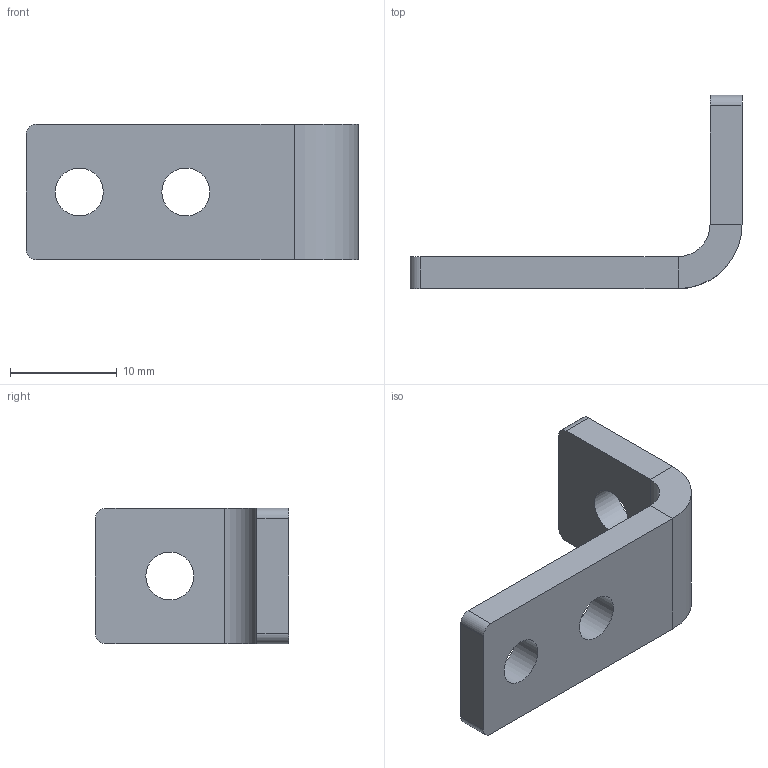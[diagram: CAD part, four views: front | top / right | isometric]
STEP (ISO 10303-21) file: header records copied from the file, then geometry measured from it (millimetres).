
FILE_DESCRIPTION(/* description */ (''),/* implementation_level */ '2;1');
FILE_NAME(/* name */ 'Part19_01.10.stp',/* time_stamp */ '2024-10-01T20:19:57+00:00',/* author */ ('Birgir Snæland'),/* organization */ (''),/* preprocessor_version */ 'ST-DEVELOPER v17',/* originating_system */ 'Autodesk Inventor 2019',/* authorisation */ '');
FILE_SCHEMA (('AUTOMOTIVE_DESIGN { 1 0 10303 214 3 1 1 }'));
Length unit declared in the file: millimetre
Products named in the file (1): Part19_01.10
Bounding box: 31.15 x 18.15 x 12.7 mm (x, y, z)
Volume: 1544.7 mm3; surface area: 1494.3 mm2
Topology: 1 solids, 1 shells, 21 faces, 55 edges, 36 vertices
Faces by surface type: plane 12, cylinder 9
Full cylindrical faces by diameter (mm): 4.5 x3
Entity records: 708 total; most frequent: DIRECTION 123, CARTESIAN_POINT 113, ORIENTED_EDGE 110, EDGE_CURVE 55, AXIS2_PLACEMENT_3D 46, VERTEX_POINT 36, LINE 31, VECTOR 31
